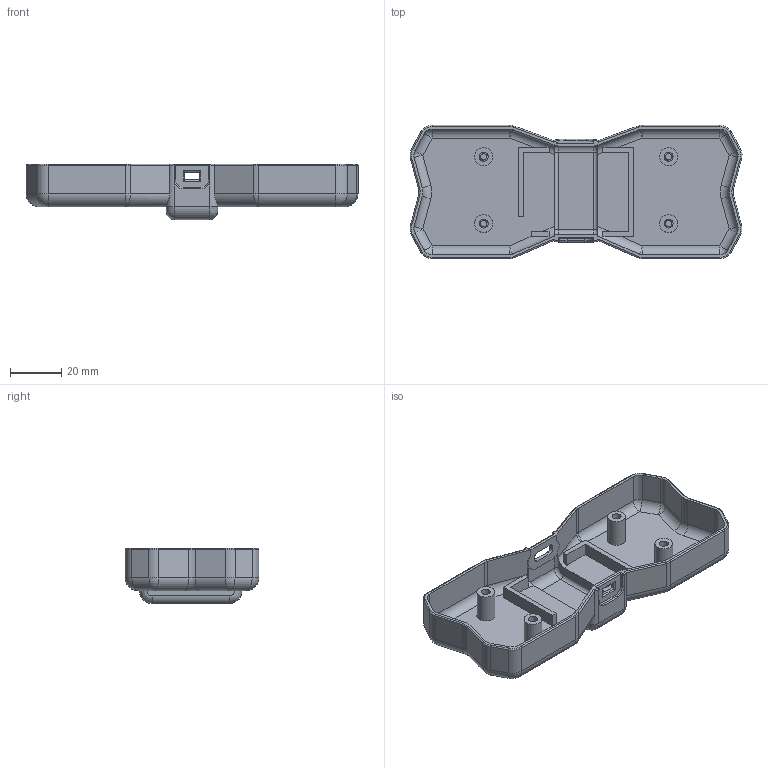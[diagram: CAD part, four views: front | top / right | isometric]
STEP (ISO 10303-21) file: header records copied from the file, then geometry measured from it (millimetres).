
FILE_DESCRIPTION(/* description */ (''),/* implementation_level */ '2;1');
FILE_NAME(/* name */ 'red-bowtie-mic.step',/* time_stamp */ '2025-09-06T01:33:23+09:00',/* author */ (''),/* organization */ (''),/* preprocessor_version */ 'ST-DEVELOPER v20.1',/* originating_system */ 'Autodesk Translation Framework v14.10.0.0',/* authorisation */ '');
FILE_SCHEMA (('AUTOMOTIVE_DESIGN { 1 0 10303 214 3 1 1 }'));
Length unit declared in the file: millimetre
Products named in the file (1): red-bowtie-mic
Bounding box: 129.3 x 52 x 21.5 mm (x, y, z)
Volume: 19070.3 mm3; surface area: 25265.8 mm2
Topology: 1 solids, 1 shells, 317 faces, 746 edges, 444 vertices
Faces by surface type: cylinder 137, plane 117, torus 30, sphere 27, bspline 6
Full cylindrical faces by diameter (mm): 2.5 x4, 3.5 x4, 7 x4
Entity records: 9212 total; most frequent: CARTESIAN_POINT 1765, DIRECTION 1660, ORIENTED_EDGE 1492, EDGE_CURVE 746, AXIS2_PLACEMENT_3D 625, VERTEX_POINT 444, LINE 410, VECTOR 410
